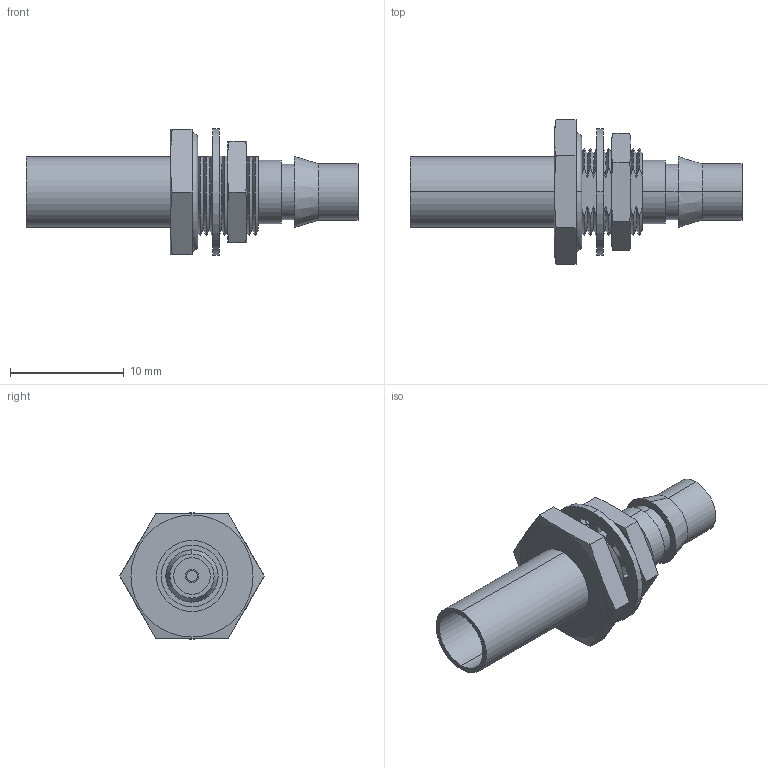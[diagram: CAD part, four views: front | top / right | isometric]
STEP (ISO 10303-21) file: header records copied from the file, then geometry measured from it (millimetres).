
FILE_DESCRIPTION (( 'STEP AP203' ), '1' );
FILE_NAME ('AQJ-3700.STEP', '2010-04-01T14:33:49', ( 'x' ), ( 'Microsoft' ), 'SwSTEP 2.0', 'SolidWorks 2010', '' );
FILE_SCHEMA (( 'CONFIG_CONTROL_DESIGN' ));
Length unit declared in the file: inch
Products named in the file (6): AQJ-3700; AQJ-3700-MA3; AQJ-3700-MA2; AQJ-3700-MA4; AQJ-3700-MA1
Assembly tree (5 placements, depth 2):
  AQJ-3700
    AQJ-3700-MA1
    AQJ-3700-MA2
    AQJ-3700
    AQJ-3700-MA4
    AQJ-3700-MA3
Bounding box: 29.21 x 12.7 x 11.13 mm (x, y, z)
Volume: 873.5 mm3; surface area: 1790.6 mm2
Topology: 5 solids, 5 shells, 226 faces, 553 edges, 354 vertices
Faces by surface type: plane 98, cone 72, cylinder 54, torus 2
Entity records: 7500 total; most frequent: CARTESIAN_POINT 1481, DIRECTION 1148, ORIENTED_EDGE 1106, EDGE_CURVE 553, AXIS2_PLACEMENT_3D 437, VERTEX_POINT 354, VECTOR 274, LINE 274
